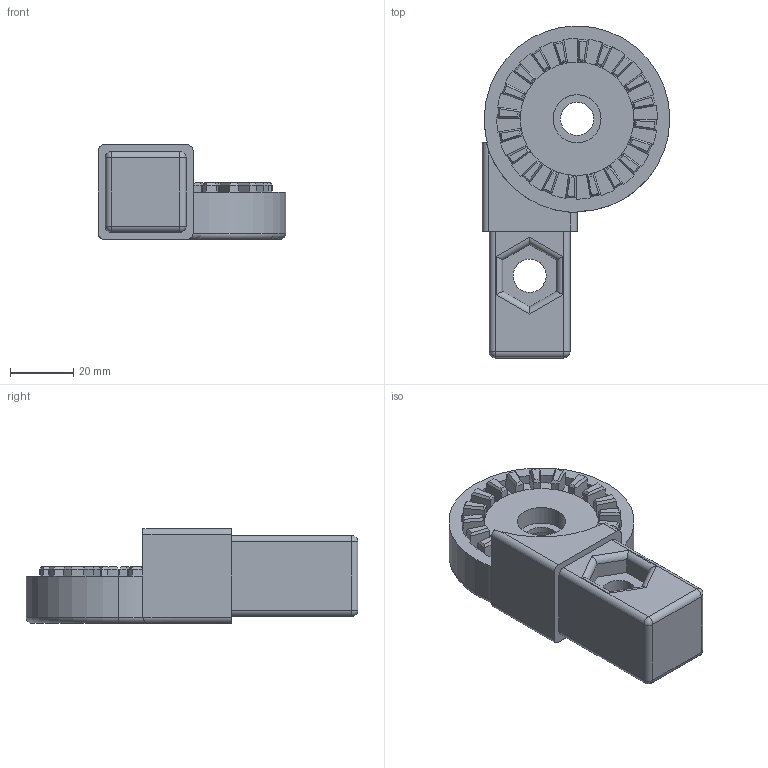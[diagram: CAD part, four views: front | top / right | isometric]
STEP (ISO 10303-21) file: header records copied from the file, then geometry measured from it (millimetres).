
FILE_DESCRIPTION (( 'STEP AP214' ), '1' );
FILE_NAME ('Articulation 40 dents STEP.STEP', '2018-09-07T15:26:50', ( '' ), ( '' ), 'SwSTEP 2.0', 'SolidWorks 2017', '' );
FILE_SCHEMA (( 'AUTOMOTIVE_DESIGN' ));
Length unit declared in the file: millimetre
Products named in the file (1): Articulation 40 dents STEP
Bounding box: 59.34 x 104.98 x 30 mm (x, y, z)
Volume: 69362 mm3; surface area: 18708.2 mm2
Topology: 1 solids, 1 shells, 288 faces, 725 edges, 442 vertices
Faces by surface type: plane 137, cylinder 104, cone 40, sphere 4, torus 3
Entity records: 8623 total; most frequent: CARTESIAN_POINT 1789, ORIENTED_EDGE 1442, DIRECTION 1408, EDGE_CURVE 721, AXIS2_PLACEMENT_3D 501, VERTEX_POINT 442, LINE 406, VECTOR 406
